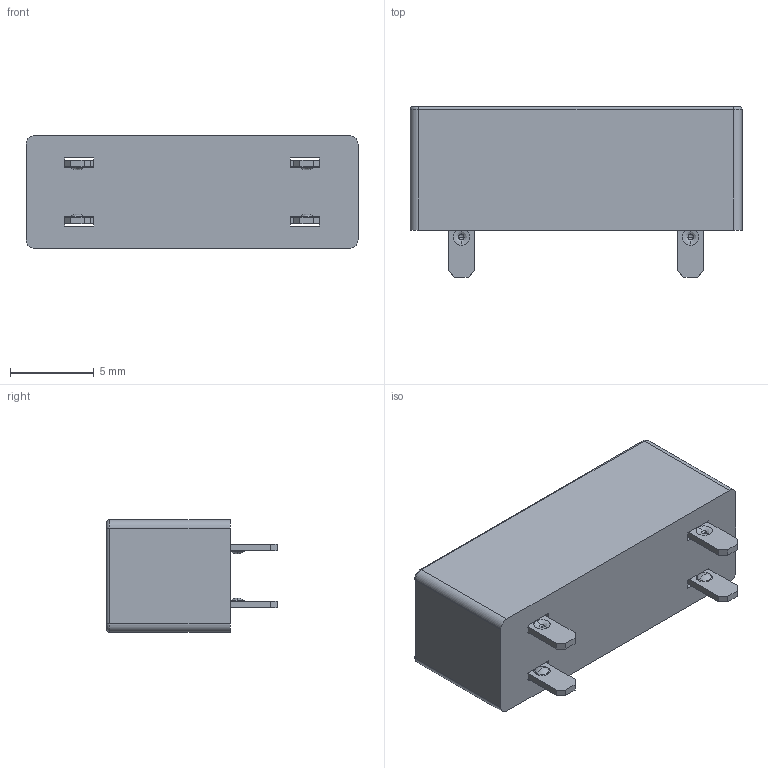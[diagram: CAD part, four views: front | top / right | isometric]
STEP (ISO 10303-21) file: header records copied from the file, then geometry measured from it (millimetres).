
FILE_DESCRIPTION(('FreeCAD Model'),'2;1');
FILE_NAME('Open CASCADE Shape Model','2023-12-05T21:18:27',(''),(''), 'Open CASCADE STEP processor 7.6','FreeCAD','Unknown');
FILE_SCHEMA(('AUTOMOTIVE_DESIGN { 1 0 10303 214 1 1 1 1 }'));
Length unit declared in the file: millimetre
Products named in the file (1): Compound
Bounding box: 19.81 x 10.16 x 6.73 mm (x, y, z)
Volume: 639.7 mm3; surface area: 1442.5 mm2
Topology: 3 solids, 3 shells, 285 faces, 728 edges, 456 vertices
Faces by surface type: plane 207, cylinder 42, sphere 16, torus 12, revolution 8
Entity records: 19120 total; most frequent: CARTESIAN_POINT 4342, DIRECTION 2803, LINE 1867, VECTOR 1867, ORIENTED_EDGE 1456, PCURVE 1456, DEFINITIONAL_REPRESENTATION 1456, EDGE_CURVE 728
